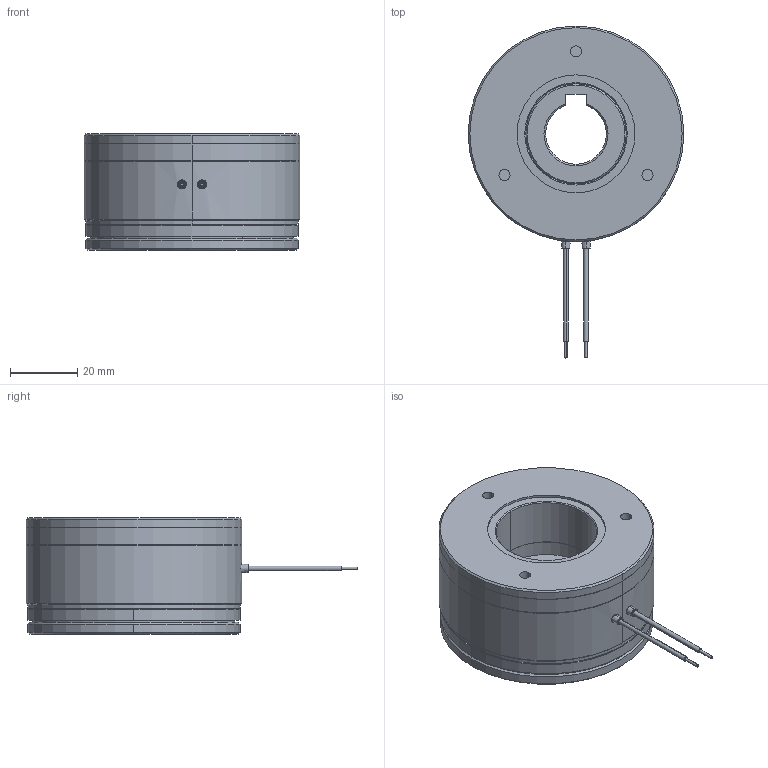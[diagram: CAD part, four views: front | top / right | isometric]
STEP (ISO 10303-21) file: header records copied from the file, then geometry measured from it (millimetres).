
FILE_DESCRIPTION(('STEP AP214'),'1');
FILE_NAME('028-80-0001-001.stp','2023-01-25T05:12:04',(' '),(' '),'Spatial InterOp 3D',' ',' ');
FILE_SCHEMA(('AUTOMOTIVE_DESIGN { 1 0 10303 214 1 1 1 1 }'));
Length unit declared in the file: metre
Products named in the file (5): 028-80-0001-001; 028-80-0001-001 Geometry; 028-30-0002-001; 028-30-0001-001
Assembly tree (4 placements, depth 3):
  028-80-0001-001
    028-80-0001-001
      028-80-0001-001 Geometry
      028-30-0002-001
      028-30-0001-001
Bounding box: 64 x 98.5 x 34.5 mm (x, y, z)
Volume: 89136.9 mm3; surface area: 35572.7 mm2
Topology: 21 solids, 21 shells, 2265 faces, 6498 edges, 4294 vertices
Faces by surface type: cylinder 1990, plane 162, cone 60, torus 44, sphere 6, bspline 3
Entity records: 146075 total; most frequent: CARTESIAN_POINT 94439, ORIENTED_EDGE 12996, DIRECTION 7706, EDGE_CURVE 6498, B_SPLINE_CURVE_WITH_KNOTS 4656, VERTEX_POINT 4294, AXIS2_PLACEMENT_3D 3596, EDGE_LOOP 2346
